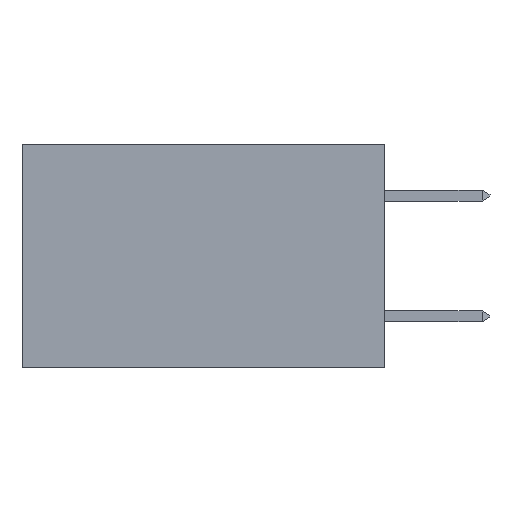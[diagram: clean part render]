
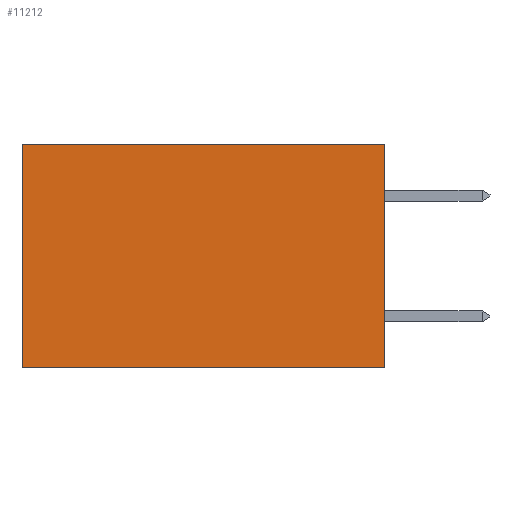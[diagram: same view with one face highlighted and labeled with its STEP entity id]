
A CAD part, left-side view. The second image highlights one B-rep face of the part: STEP entity #11212.
In plain terms, the highlighted planar face has unit normal (-1, 0, 0).
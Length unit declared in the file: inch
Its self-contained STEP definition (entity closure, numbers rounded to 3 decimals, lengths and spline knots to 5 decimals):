
#1347 = DIRECTION ( 'NONE',  ( 0., 0., -1. ) ) ;
#1798 = FACE_OUTER_BOUND ( 'NONE', #13948, .T. ) ;
#2765 = PLANE ( 'NONE',  #5404 ) ;
#2865 = EDGE_CURVE ( 'NONE', #9036, #7600, #3566, .T. ) ;
#3282 = VECTOR ( 'NONE', #12025, 39.37008 ) ;
#3566 = LINE ( 'NONE', #4719, #7664 ) ;
#3628 = VERTEX_POINT ( 'NONE', #9458 ) ;
#4163 = ORIENTED_EDGE ( 'NONE', *, *, #12254, .T. ) ;
#4719 = CARTESIAN_POINT ( 'NONE',  ( 0.2875, 0.6, 0. ) ) ;
#5404 = AXIS2_PLACEMENT_3D ( 'NONE', #7105, #10351, #10305 ) ;
#5419 = ORIENTED_EDGE ( 'NONE', *, *, #13430, .F. ) ;
#7105 = CARTESIAN_POINT ( 'NONE',  ( 0.2875, 0., 0. ) ) ;
#7600 = VERTEX_POINT ( 'NONE', #9693 ) ;
#7664 = VECTOR ( 'NONE', #1347, 39.37008 ) ;
#7726 = DIRECTION ( 'NONE',  ( 0., 0., -1. ) ) ;
#7749 = CARTESIAN_POINT ( 'NONE',  ( 0.2875, 0., -0.37 ) ) ;
#8054 = LINE ( 'NONE', #13050, #3282 ) ;
#8067 = VECTOR ( 'NONE', #9893, 39.37008 ) ;
#8510 = CARTESIAN_POINT ( 'NONE',  ( 0.2875, 0., 0. ) ) ;
#9035 = LINE ( 'NONE', #7749, #8067 ) ;
#9036 = VERTEX_POINT ( 'NONE', #12130 ) ;
#9439 = ORIENTED_EDGE ( 'NONE', *, *, #2865, .T. ) ;
#9458 = CARTESIAN_POINT ( 'NONE',  ( 0.2875, 0., -0.37 ) ) ;
#9693 = CARTESIAN_POINT ( 'NONE',  ( 0.2875, 0.6, -0.37 ) ) ;
#9861 = LINE ( 'NONE', #9973, #13736 ) ;
#9893 = DIRECTION ( 'NONE',  ( 0., 1., 0. ) ) ;
#9973 = CARTESIAN_POINT ( 'NONE',  ( 0.2875, 0., 0. ) ) ;
#10305 = DIRECTION ( 'NONE',  ( 0., 0., -1. ) ) ;
#10351 = DIRECTION ( 'NONE',  ( 1., 0., 0. ) ) ;
#11212 = ADVANCED_FACE ( 'NONE', ( #1798 ), #2765, .F. ) ;
#11828 = EDGE_CURVE ( 'NONE', #3628, #7600, #9035, .T. ) ;
#12025 = DIRECTION ( 'NONE',  ( 0., 1., 0. ) ) ;
#12130 = CARTESIAN_POINT ( 'NONE',  ( 0.2875, 0.6, 0. ) ) ;
#12254 = EDGE_CURVE ( 'NONE', #13187, #9036, #8054, .T. ) ;
#13050 = CARTESIAN_POINT ( 'NONE',  ( 0.2875, 0., 0. ) ) ;
#13187 = VERTEX_POINT ( 'NONE', #8510 ) ;
#13306 = ORIENTED_EDGE ( 'NONE', *, *, #11828, .F. ) ;
#13430 = EDGE_CURVE ( 'NONE', #13187, #3628, #9861, .T. ) ;
#13736 = VECTOR ( 'NONE', #7726, 39.37008 ) ;
#13948 = EDGE_LOOP ( 'NONE', ( #9439, #13306, #5419, #4163 ) ) ;
